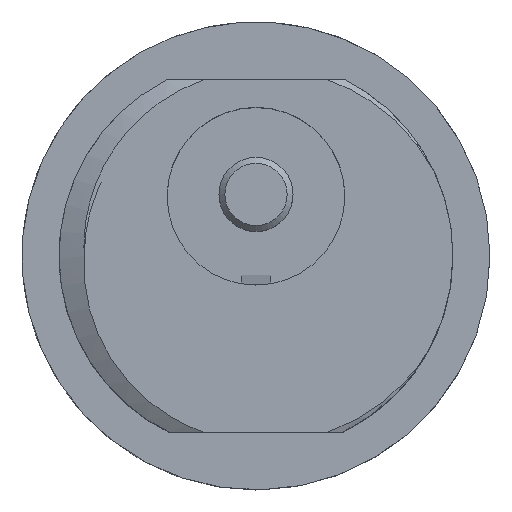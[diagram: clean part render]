
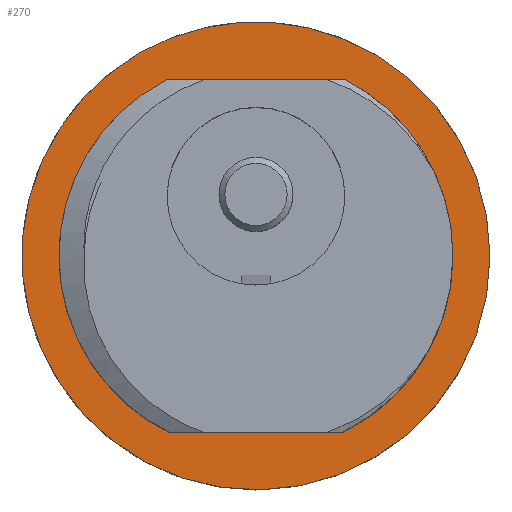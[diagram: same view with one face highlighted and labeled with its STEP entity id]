
A CAD part, top view. The second image highlights one B-rep face of the part: STEP entity #270.
In plain terms, the highlighted planar face has unit normal (0, 0, 1).
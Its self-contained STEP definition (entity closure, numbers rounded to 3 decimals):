
#196 = VERTEX_POINT('',#197);
#197 = CARTESIAN_POINT('',(8.76,-0.28,4.4));
#203 = EDGE_CURVE('',#204,#196,#206,.T.);
#204 = VERTEX_POINT('',#205);
#205 = CARTESIAN_POINT('',(6.,-6.279,4.4));
#206 = CIRCLE('',#207,7.9);
#207 = AXIS2_PLACEMENT_3D('',#208,#209,#210);
#208 = CARTESIAN_POINT('',(0.86,-0.28,4.4));
#209 = DIRECTION('',(0.,0.,1.));
#210 = DIRECTION('',(1.,0.,0.));
#212 = EDGE_CURVE('',#213,#204,#215,.T.);
#213 = VERTEX_POINT('',#214);
#214 = CARTESIAN_POINT('',(-4.,-6.508,4.4));
#215 = CIRCLE('',#216,7.9);
#216 = AXIS2_PLACEMENT_3D('',#217,#218,#219);
#217 = CARTESIAN_POINT('',(0.86,-0.28,4.4));
#218 = DIRECTION('',(0.,0.,1.));
#219 = DIRECTION('',(1.,0.,0.));
#221 = EDGE_CURVE('',#222,#213,#224,.T.);
#222 = VERTEX_POINT('',#223);
#223 = CARTESIAN_POINT('',(-4.,5.948,4.4));
#224 = CIRCLE('',#225,7.9);
#225 = AXIS2_PLACEMENT_3D('',#226,#227,#228);
#226 = CARTESIAN_POINT('',(0.86,-0.28,4.4));
#227 = DIRECTION('',(0.,0.,1.));
#228 = DIRECTION('',(1.,0.,0.));
#230 = EDGE_CURVE('',#231,#222,#233,.T.);
#231 = VERTEX_POINT('',#232);
#232 = CARTESIAN_POINT('',(0.298,7.6,4.4));
#233 = CIRCLE('',#234,7.9);
#234 = AXIS2_PLACEMENT_3D('',#235,#236,#237);
#235 = CARTESIAN_POINT('',(0.86,-0.28,4.4));
#236 = DIRECTION('',(0.,0.,1.));
#237 = DIRECTION('',(1.,0.,0.));
#239 = EDGE_CURVE('',#240,#231,#242,.T.);
#240 = VERTEX_POINT('',#241);
#241 = CARTESIAN_POINT('',(1.422,7.6,4.4));
#242 = CIRCLE('',#243,7.9);
#243 = AXIS2_PLACEMENT_3D('',#244,#245,#246);
#244 = CARTESIAN_POINT('',(0.86,-0.28,4.4));
#245 = DIRECTION('',(0.,0.,1.));
#246 = DIRECTION('',(1.,0.,0.));
#248 = EDGE_CURVE('',#249,#240,#251,.T.);
#249 = VERTEX_POINT('',#250);
#250 = CARTESIAN_POINT('',(6.,5.719,4.4));
#251 = CIRCLE('',#252,7.9);
#252 = AXIS2_PLACEMENT_3D('',#253,#254,#255);
#253 = CARTESIAN_POINT('',(0.86,-0.28,4.4));
#254 = DIRECTION('',(0.,0.,1.));
#255 = DIRECTION('',(1.,0.,0.));
#257 = EDGE_CURVE('',#196,#249,#258,.T.);
#258 = CIRCLE('',#259,7.9);
#259 = AXIS2_PLACEMENT_3D('',#260,#261,#262);
#260 = CARTESIAN_POINT('',(0.86,-0.28,4.4));
#261 = DIRECTION('',(0.,0.,1.));
#262 = DIRECTION('',(1.,0.,0.));
#270 = ADVANCED_FACE('',(#271,#280),#325,.F.);
#271 = FACE_BOUND('',#272,.F.);
#272 = EDGE_LOOP('',(#273,#274,#275,#276,#277,#278,#279));
#273 = ORIENTED_EDGE('',*,*,#257,.F.);
#274 = ORIENTED_EDGE('',*,*,#203,.F.);
#275 = ORIENTED_EDGE('',*,*,#212,.F.);
#276 = ORIENTED_EDGE('',*,*,#221,.F.);
#277 = ORIENTED_EDGE('',*,*,#230,.F.);
#278 = ORIENTED_EDGE('',*,*,#239,.F.);
#279 = ORIENTED_EDGE('',*,*,#248,.F.);
#280 = FACE_BOUND('',#281,.F.);
#281 = EDGE_LOOP('',(#282,#292,#301,#309,#318));
#282 = ORIENTED_EDGE('',*,*,#283,.T.);
#283 = EDGE_CURVE('',#284,#286,#288,.T.);
#284 = VERTEX_POINT('',#285);
#285 = CARTESIAN_POINT('',(3.87,5.65,4.4));
#286 = VERTEX_POINT('',#287);
#287 = CARTESIAN_POINT('',(-2.15,5.65,4.4));
#288 = LINE('',#289,#290);
#289 = CARTESIAN_POINT('',(6.,5.65,4.4));
#290 = VECTOR('',#291,1.);
#291 = DIRECTION('',(-1.,0.,0.));
#292 = ORIENTED_EDGE('',*,*,#293,.T.);
#293 = EDGE_CURVE('',#286,#294,#296,.T.);
#294 = VERTEX_POINT('',#295);
#295 = CARTESIAN_POINT('',(-2.069,-6.25,4.4));
#296 = CIRCLE('',#297,6.65);
#297 = AXIS2_PLACEMENT_3D('',#298,#299,#300);
#298 = CARTESIAN_POINT('',(0.86,-0.28,4.4));
#299 = DIRECTION('',(0.,0.,1.));
#300 = DIRECTION('',(1.,0.,0.));
#301 = ORIENTED_EDGE('',*,*,#302,.T.);
#302 = EDGE_CURVE('',#294,#303,#305,.T.);
#303 = VERTEX_POINT('',#304);
#304 = CARTESIAN_POINT('',(3.789,-6.25,4.4));
#305 = LINE('',#306,#307);
#306 = CARTESIAN_POINT('',(-4.,-6.25,4.4));
#307 = VECTOR('',#308,1.);
#308 = DIRECTION('',(1.,0.,0.));
#309 = ORIENTED_EDGE('',*,*,#310,.T.);
#310 = EDGE_CURVE('',#303,#311,#313,.T.);
#311 = VERTEX_POINT('',#312);
#312 = CARTESIAN_POINT('',(7.51,-0.28,4.4));
#313 = CIRCLE('',#314,6.65);
#314 = AXIS2_PLACEMENT_3D('',#315,#316,#317);
#315 = CARTESIAN_POINT('',(0.86,-0.28,4.4));
#316 = DIRECTION('',(0.,0.,1.));
#317 = DIRECTION('',(1.,0.,0.));
#318 = ORIENTED_EDGE('',*,*,#319,.T.);
#319 = EDGE_CURVE('',#311,#284,#320,.T.);
#320 = CIRCLE('',#321,6.65);
#321 = AXIS2_PLACEMENT_3D('',#322,#323,#324);
#322 = CARTESIAN_POINT('',(0.86,-0.28,4.4));
#323 = DIRECTION('',(0.,0.,1.));
#324 = DIRECTION('',(1.,0.,0.));
#325 = PLANE('',#326);
#326 = AXIS2_PLACEMENT_3D('',#327,#328,#329);
#327 = CARTESIAN_POINT('',(8.76,-0.28,4.4));
#328 = DIRECTION('',(0.,0.,-1.));
#329 = DIRECTION('',(-1.,0.,0.));
